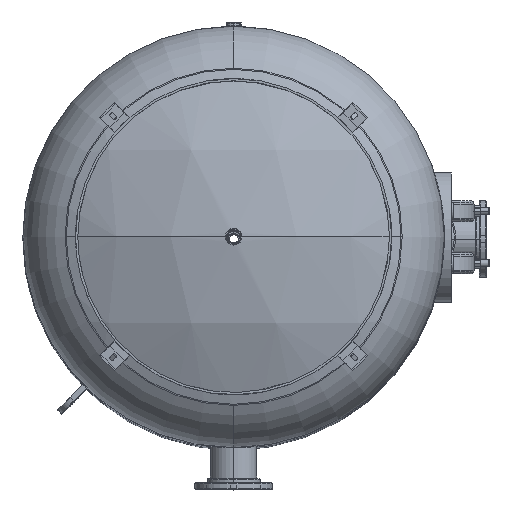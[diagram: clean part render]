
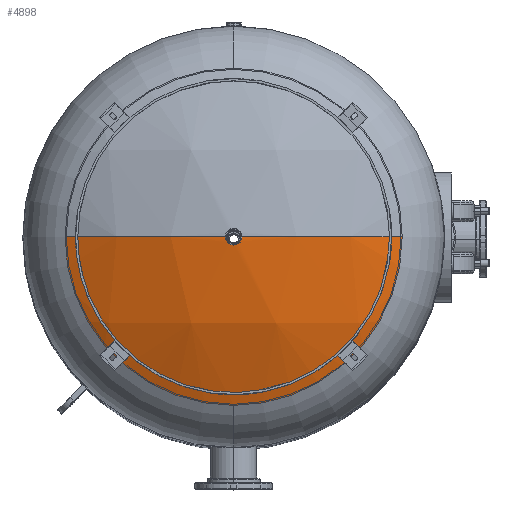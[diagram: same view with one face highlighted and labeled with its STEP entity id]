
A CAD part, top view. The second image highlights one B-rep face of the part: STEP entity #4898.
In plain terms, the highlighted spherical face has radius 1371.6 mm.
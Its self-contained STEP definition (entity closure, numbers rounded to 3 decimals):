
#337 = EDGE_CURVE ( 'NONE', #35177, #639, #19976, .T. ) ;
#639 = VERTEX_POINT ( 'NONE', #4437 ) ;
#926 = AXIS2_PLACEMENT_3D ( 'NONE', #3406, #38249, #27903 ) ;
#3406 = CARTESIAN_POINT ( 'NONE',  ( 0., 0., 1471.613 ) ) ;
#3546 = DIRECTION ( 'NONE',  ( 0., 1., 0. ) ) ;
#4437 = CARTESIAN_POINT ( 'NONE',  ( 609.6, 0., 2700.301 ) ) ;
#4898 = ADVANCED_FACE ( 'NONE', ( #15363 ), #32176, .T. ) ;
#5358 = CARTESIAN_POINT ( 'NONE',  ( 0., 0., 1471.613 ) ) ;
#6098 = CARTESIAN_POINT ( 'NONE',  ( 27.051, 0., 2842.946 ) ) ;
#8881 = DIRECTION ( 'NONE',  ( 0., 0., 1. ) ) ;
#9012 = ORIENTED_EDGE ( 'NONE', *, *, #28759, .F. ) ;
#9541 = CARTESIAN_POINT ( 'NONE',  ( -27.051, 0., 2842.946 ) ) ;
#9753 = DIRECTION ( 'NONE',  ( 0., 0., -1. ) ) ;
#9798 = ORIENTED_EDGE ( 'NONE', *, *, #25191, .F. ) ;
#11262 = VERTEX_POINT ( 'NONE', #9541 ) ;
#11869 = CIRCLE ( 'NONE', #39331, 609.6 ) ;
#12519 = CARTESIAN_POINT ( 'NONE',  ( -609.6, 0., 2700.301 ) ) ;
#13838 = CARTESIAN_POINT ( 'NONE',  ( 0., -609.6, 2700.301 ) ) ;
#14730 = EDGE_CURVE ( 'NONE', #11262, #15453, #34080, .T. ) ;
#14922 = EDGE_CURVE ( 'NONE', #11262, #35177, #31274, .T. ) ;
#15363 = FACE_OUTER_BOUND ( 'NONE', #34395, .T. ) ;
#15453 = VERTEX_POINT ( 'NONE', #12519 ) ;
#18482 = DIRECTION ( 'NONE',  ( 1., 0., 0. ) ) ;
#19766 = AXIS2_PLACEMENT_3D ( 'NONE', #31733, #21348, #18482 ) ;
#19938 = AXIS2_PLACEMENT_3D ( 'NONE', #5358, #27896, #32055 ) ;
#19976 = CIRCLE ( 'NONE', #926, 1371.6 ) ;
#20213 = ORIENTED_EDGE ( 'NONE', *, *, #337, .F. ) ;
#21348 = DIRECTION ( 'NONE',  ( 0., -1., 0. ) ) ;
#22975 = DIRECTION ( 'NONE',  ( 0., 1., 0. ) ) ;
#24012 = ORIENTED_EDGE ( 'NONE', *, *, #14730, .T. ) ;
#24263 = DIRECTION ( 'NONE',  ( 0., 0., -1. ) ) ;
#25191 = EDGE_CURVE ( 'NONE', #33788, #15453, #35602, .T. ) ;
#25199 = ORIENTED_EDGE ( 'NONE', *, *, #14922, .F. ) ;
#26441 = AXIS2_PLACEMENT_3D ( 'NONE', #30685, #24263, #3546 ) ;
#27896 = DIRECTION ( 'NONE',  ( 0., -1., 0. ) ) ;
#27903 = DIRECTION ( 'NONE',  ( 0., 0., 1. ) ) ;
#28759 = EDGE_CURVE ( 'NONE', #639, #33788, #11869, .T. ) ;
#30685 = CARTESIAN_POINT ( 'NONE',  ( 0., 0., 2700.301 ) ) ;
#31274 = CIRCLE ( 'NONE', #36222, 27.051 ) ;
#31733 = CARTESIAN_POINT ( 'NONE',  ( 0., 0., 1471.613 ) ) ;
#32055 = DIRECTION ( 'NONE',  ( 0., 0., -1. ) ) ;
#32176 = SPHERICAL_SURFACE ( 'NONE', #19766, 1371.6 ) ;
#33624 = DIRECTION ( 'NONE',  ( 0., 1., 0. ) ) ;
#33788 = VERTEX_POINT ( 'NONE', #13838 ) ;
#34080 = CIRCLE ( 'NONE', #19938, 1371.6 ) ;
#34395 = EDGE_LOOP ( 'NONE', ( #25199, #24012, #9798, #9012, #20213 ) ) ;
#35177 = VERTEX_POINT ( 'NONE', #6098 ) ;
#35602 = CIRCLE ( 'NONE', #26441, 609.6 ) ;
#36222 = AXIS2_PLACEMENT_3D ( 'NONE', #39322, #8881, #22975 ) ;
#38249 = DIRECTION ( 'NONE',  ( 0., 1., 0. ) ) ;
#39322 = CARTESIAN_POINT ( 'NONE',  ( 0., 0., 2842.946 ) ) ;
#39331 = AXIS2_PLACEMENT_3D ( 'NONE', #39978, #9753, #33624 ) ;
#39978 = CARTESIAN_POINT ( 'NONE',  ( 0., 0., 2700.301 ) ) ;
